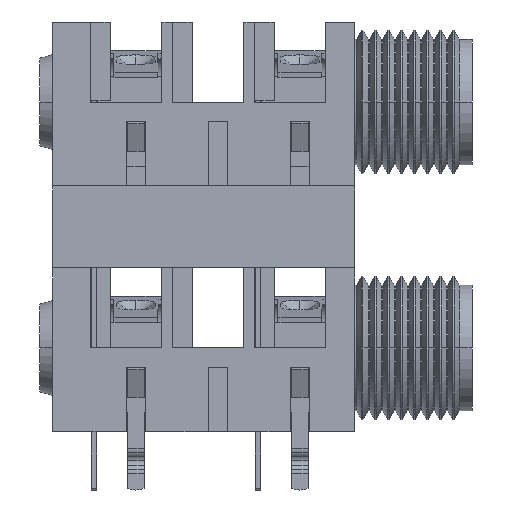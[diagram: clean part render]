
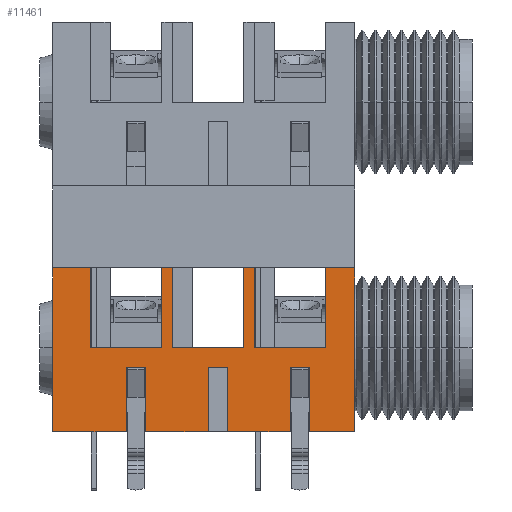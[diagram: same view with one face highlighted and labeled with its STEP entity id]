
A CAD part, left-side view. The second image highlights one B-rep face of the part: STEP entity #11461.
In plain terms, the highlighted planar face has unit normal (-1, 0, 0).
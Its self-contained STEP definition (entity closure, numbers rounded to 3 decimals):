
#6322=CARTESIAN_POINT('',(-7.998,0.,12.705));
#6323=VERTEX_POINT('',#6322);
#6330=CARTESIAN_POINT('',(-7.998,0.,0.005));
#6331=VERTEX_POINT('',#6330);
#6332=CARTESIAN_POINT('',(-7.998,0.,0.005));
#6333=DIRECTION('',(0.0,0.0,1.0));
#6334=VECTOR('',#6333,1.0);
#6335=LINE('',#6332,#6334);
#6336=EDGE_CURVE('n� 1381',#6331,#6323,#6335,.T.);
#6527=CARTESIAN_POINT('',(-7.998,8.6,6.505));
#6528=VERTEX_POINT('',#6527);
#6535=CARTESIAN_POINT('',(-7.998,8.6,12.705));
#6536=VERTEX_POINT('',#6535);
#6537=CARTESIAN_POINT('',(-7.998,8.6,12.705));
#6538=DIRECTION('',(0.0,0.0,-1.0));
#6539=VECTOR('',#6538,1.0);
#6540=LINE('',#6537,#6539);
#6541=EDGE_CURVE('n� 1426',#6536,#6528,#6540,.T.);
#6750=CARTESIAN_POINT('',(-7.998,14.95,6.505));
#6751=VERTEX_POINT('',#6750);
#6758=CARTESIAN_POINT('',(-7.998,14.95,12.705));
#6759=VERTEX_POINT('',#6758);
#6760=CARTESIAN_POINT('',(-7.998,14.95,12.705));
#6761=DIRECTION('',(0.0,0.0,-1.0));
#6762=VECTOR('',#6761,1.0);
#6763=LINE('',#6760,#6762);
#6764=EDGE_CURVE('n� 1479',#6759,#6751,#6763,.T.);
#6979=CARTESIAN_POINT('',(-7.998,2.25,6.505));
#6980=VERTEX_POINT('',#6979);
#6987=CARTESIAN_POINT('',(-7.998,2.25,12.705));
#6988=VERTEX_POINT('',#6987);
#6989=CARTESIAN_POINT('',(-7.998,2.25,12.705));
#6990=DIRECTION('',(0.0,0.0,-1.0));
#6991=VECTOR('',#6990,1.0);
#6992=LINE('',#6989,#6991);
#6993=EDGE_CURVE('n� 1533',#6988,#6980,#6992,.T.);
#8821=CARTESIAN_POINT('',(-7.998,14.1,6.505));
#8822=VERTEX_POINT('',#8821);
#8829=CARTESIAN_POINT('',(-7.998,8.6,6.505));
#8830=DIRECTION('',(0.0,1.0,0.0));
#8831=VECTOR('',#8830,1.0);
#8832=LINE('',#8829,#8831);
#8833=EDGE_CURVE('n� 1936',#6528,#8822,#8832,.T.);
#8885=CARTESIAN_POINT('',(-7.998,20.45,6.505));
#8886=VERTEX_POINT('',#8885);
#8893=CARTESIAN_POINT('',(-7.998,14.95,6.505));
#8894=DIRECTION('',(0.0,1.0,0.0));
#8895=VECTOR('',#8894,1.0);
#8896=LINE('',#8893,#8895);
#8897=EDGE_CURVE('n� 1949',#6751,#8886,#8896,.T.);
#8949=CARTESIAN_POINT('',(-7.998,7.75,6.505));
#8950=VERTEX_POINT('',#8949);
#8957=CARTESIAN_POINT('',(-7.998,2.25,6.505));
#8958=DIRECTION('',(0.0,1.0,0.0));
#8959=VECTOR('',#8958,1.0);
#8960=LINE('',#8957,#8959);
#8961=EDGE_CURVE('n� 1962',#6980,#8950,#8960,.T.);
#9234=CARTESIAN_POINT('',(-7.998,3.5,0.005));
#9235=VERTEX_POINT('',#9234);
#9236=CARTESIAN_POINT('',(-7.998,0.,0.005));
#9237=DIRECTION('',(0.0,1.0,0.0));
#9238=VECTOR('',#9237,1.0);
#9239=LINE('',#9236,#9238);
#9240=EDGE_CURVE('n� 2015',#6331,#9235,#9239,.T.);
#9258=CARTESIAN_POINT('',(-7.998,5.,0.005));
#9259=VERTEX_POINT('',#9258);
#9266=CARTESIAN_POINT('',(-7.998,9.85,0.005));
#9267=VERTEX_POINT('',#9266);
#9268=CARTESIAN_POINT('',(-7.998,5.,0.005));
#9269=DIRECTION('',(0.0,1.0,0.0));
#9270=VECTOR('',#9269,1.0);
#9271=LINE('',#9268,#9270);
#9272=EDGE_CURVE('n� 2023',#9259,#9267,#9271,.T.);
#9290=CARTESIAN_POINT('',(-7.998,11.35,0.005));
#9291=VERTEX_POINT('',#9290);
#9298=CARTESIAN_POINT('',(-7.998,16.2,0.005));
#9299=VERTEX_POINT('',#9298);
#9300=CARTESIAN_POINT('',(-7.998,11.35,0.005));
#9301=DIRECTION('',(0.0,1.0,0.0));
#9302=VECTOR('',#9301,1.0);
#9303=LINE('',#9300,#9302);
#9304=EDGE_CURVE('n� 2031',#9291,#9299,#9303,.T.);
#9322=CARTESIAN_POINT('',(-7.998,17.7,0.005));
#9323=VERTEX_POINT('',#9322);
#9330=CARTESIAN_POINT('',(-7.998,23.4,0.005));
#9331=VERTEX_POINT('',#9330);
#9332=CARTESIAN_POINT('',(-7.998,17.7,0.005));
#9333=DIRECTION('',(0.0,1.0,0.0));
#9334=VECTOR('',#9333,1.0);
#9335=LINE('',#9332,#9334);
#9336=EDGE_CURVE('n� 2039',#9323,#9331,#9335,.T.);
#9627=CARTESIAN_POINT('',(-7.998,3.5,5.005));
#9628=VERTEX_POINT('',#9627);
#9635=CARTESIAN_POINT('',(-7.998,5.,5.005));
#9636=VERTEX_POINT('',#9635);
#9637=CARTESIAN_POINT('',(-7.998,5.,5.005));
#9638=DIRECTION('',(-0.0,-1.0,0.0));
#9639=VECTOR('',#9638,1.0);
#9640=LINE('',#9637,#9639);
#9641=EDGE_CURVE('n� 2112',#9636,#9628,#9640,.T.);
#9667=CARTESIAN_POINT('',(-7.998,16.2,5.005));
#9668=VERTEX_POINT('',#9667);
#9675=CARTESIAN_POINT('',(-7.998,17.7,5.005));
#9676=VERTEX_POINT('',#9675);
#9677=CARTESIAN_POINT('',(-7.998,17.7,5.005));
#9678=DIRECTION('',(-0.0,-1.0,0.0));
#9679=VECTOR('',#9678,1.0);
#9680=LINE('',#9677,#9679);
#9681=EDGE_CURVE('n� 2122',#9676,#9668,#9680,.T.);
#9707=CARTESIAN_POINT('',(-7.998,9.85,5.005));
#9708=VERTEX_POINT('',#9707);
#9715=CARTESIAN_POINT('',(-7.998,11.35,5.005));
#9716=VERTEX_POINT('',#9715);
#9717=CARTESIAN_POINT('',(-7.998,11.35,5.005));
#9718=DIRECTION('',(-0.0,-1.0,0.0));
#9719=VECTOR('',#9718,1.0);
#9720=LINE('',#9717,#9719);
#9721=EDGE_CURVE('n� 2132',#9716,#9708,#9720,.T.);
#9817=CARTESIAN_POINT('',(-7.998,3.5,5.005));
#9818=DIRECTION('',(0.0,0.0,-1.0));
#9819=VECTOR('',#9818,1.0);
#9820=LINE('',#9817,#9819);
#9821=EDGE_CURVE('n� 2151',#9628,#9235,#9820,.T.);
#9899=CARTESIAN_POINT('',(-7.998,16.2,5.005));
#9900=DIRECTION('',(0.0,0.0,-1.0));
#9901=VECTOR('',#9900,1.0);
#9902=LINE('',#9899,#9901);
#9903=EDGE_CURVE('n� 2166',#9668,#9299,#9902,.T.);
#9981=CARTESIAN_POINT('',(-7.998,9.85,5.005));
#9982=DIRECTION('',(0.0,0.0,-1.0));
#9983=VECTOR('',#9982,1.0);
#9984=LINE('',#9981,#9983);
#9985=EDGE_CURVE('n� 2181',#9708,#9267,#9984,.T.);
#10106=CARTESIAN_POINT('',(-7.998,23.4,12.705));
#10107=VERTEX_POINT('',#10106);
#10123=CARTESIAN_POINT('',(-7.998,23.4,0.005));
#10124=DIRECTION('',(0.0,0.0,1.0));
#10125=VECTOR('',#10124,1.0);
#10126=LINE('',#10123,#10125);
#10127=EDGE_CURVE('n� 2207',#9331,#10107,#10126,.T.);
#10200=CARTESIAN_POINT('',(-7.998,11.35,0.005));
#10201=DIRECTION('',(0.0,0.0,1.0));
#10202=VECTOR('',#10201,1.0);
#10203=LINE('',#10200,#10202);
#10204=EDGE_CURVE('n� 2221',#9291,#9716,#10203,.T.);
#10250=CARTESIAN_POINT('',(-7.998,17.7,0.005));
#10251=DIRECTION('',(0.0,0.0,1.0));
#10252=VECTOR('',#10251,1.0);
#10253=LINE('',#10250,#10252);
#10254=EDGE_CURVE('n� 2230',#9323,#9676,#10253,.T.);
#10300=CARTESIAN_POINT('',(-7.998,5.,0.005));
#10301=DIRECTION('',(0.0,0.0,1.0));
#10302=VECTOR('',#10301,1.0);
#10303=LINE('',#10300,#10302);
#10304=EDGE_CURVE('n� 2239',#9259,#9636,#10303,.T.);
#11120=CARTESIAN_POINT('',(-7.998,14.1,12.705));
#11121=VERTEX_POINT('',#11120);
#11128=CARTESIAN_POINT('',(-7.998,14.1,6.505));
#11129=DIRECTION('',(0.0,0.0,1.0));
#11130=VECTOR('',#11129,1.0);
#11131=LINE('',#11128,#11130);
#11132=EDGE_CURVE('n� 2392',#8822,#11121,#11131,.T.);
#11165=CARTESIAN_POINT('',(-7.998,20.45,12.705));
#11166=VERTEX_POINT('',#11165);
#11173=CARTESIAN_POINT('',(-7.998,20.45,6.505));
#11174=DIRECTION('',(0.0,0.0,1.0));
#11175=VECTOR('',#11174,1.0);
#11176=LINE('',#11173,#11175);
#11177=EDGE_CURVE('n� 2400',#8886,#11166,#11176,.T.);
#11238=CARTESIAN_POINT('',(-7.998,7.75,12.705));
#11239=VERTEX_POINT('',#11238);
#11246=CARTESIAN_POINT('',(-7.998,7.75,6.505));
#11247=DIRECTION('',(0.0,0.0,1.0));
#11248=VECTOR('',#11247,1.0);
#11249=LINE('',#11246,#11248);
#11250=EDGE_CURVE('n� 2413',#8950,#11239,#11249,.T.);
#11339=CARTESIAN_POINT('',(-7.998,0.,12.705));
#11340=DIRECTION('',(0.0,1.0,0.0));
#11341=VECTOR('',#11340,1.0);
#11342=LINE('',#11339,#11341);
#11343=EDGE_CURVE('n� 2425',#6323,#6988,#11342,.T.);
#11364=CARTESIAN_POINT('',(-7.998,7.75,12.705));
#11365=DIRECTION('',(0.0,1.0,0.0));
#11366=VECTOR('',#11365,1.0);
#11367=LINE('',#11364,#11366);
#11368=EDGE_CURVE('n� 2430',#11239,#6536,#11367,.T.);
#11387=CARTESIAN_POINT('',(-7.998,20.45,12.705));
#11388=DIRECTION('',(0.0,1.0,0.0));
#11389=VECTOR('',#11388,1.0);
#11390=LINE('',#11387,#11389);
#11391=EDGE_CURVE('n� 2433',#11166,#10107,#11390,.T.);
#11421=ORIENTED_EDGE('',*,*,#9821,.T.);
#11422=ORIENTED_EDGE('',*,*,#9240,.F.);
#11423=ORIENTED_EDGE('',*,*,#6336,.T.);
#11424=ORIENTED_EDGE('',*,*,#11343,.T.);
#11425=ORIENTED_EDGE('',*,*,#6993,.T.);
#11426=ORIENTED_EDGE('',*,*,#8961,.T.);
#11427=ORIENTED_EDGE('',*,*,#11250,.T.);
#11428=ORIENTED_EDGE('',*,*,#11368,.T.);
#11429=ORIENTED_EDGE('',*,*,#6541,.T.);
#11430=ORIENTED_EDGE('',*,*,#8833,.T.);
#11431=ORIENTED_EDGE('',*,*,#11132,.T.);
#11432=CARTESIAN_POINT('',(-7.998,14.1,12.705));
#11433=DIRECTION('',(0.0,1.0,0.0));
#11434=VECTOR('',#11433,1.0);
#11435=LINE('',#11432,#11434);
#11436=EDGE_CURVE('n� 2439',#11121,#6759,#11435,.T.);
#11437=ORIENTED_EDGE('',*,*,#11436,.T.);
#11438=ORIENTED_EDGE('',*,*,#6764,.T.);
#11439=ORIENTED_EDGE('',*,*,#8897,.T.);
#11440=ORIENTED_EDGE('',*,*,#11177,.T.);
#11441=ORIENTED_EDGE('',*,*,#11391,.T.);
#11442=ORIENTED_EDGE('',*,*,#10127,.F.);
#11443=ORIENTED_EDGE('',*,*,#9336,.F.);
#11444=ORIENTED_EDGE('',*,*,#10254,.T.);
#11445=ORIENTED_EDGE('',*,*,#9681,.T.);
#11446=ORIENTED_EDGE('',*,*,#9903,.T.);
#11447=ORIENTED_EDGE('',*,*,#9304,.F.);
#11448=ORIENTED_EDGE('',*,*,#10204,.T.);
#11449=ORIENTED_EDGE('',*,*,#9721,.T.);
#11450=ORIENTED_EDGE('',*,*,#9985,.T.);
#11451=ORIENTED_EDGE('',*,*,#9272,.F.);
#11452=ORIENTED_EDGE('',*,*,#10304,.T.);
#11453=ORIENTED_EDGE('',*,*,#9641,.T.);
#11454=EDGE_LOOP('',(
    #11421,#11422,#11423,#11424,#11425,#11426,#11427,#11428,#11429,#11430,
    #11431,#11437,#11438,#11439,#11440,#11441,#11442,#11443,#11444,#11445,
    #11446,#11447,#11448,#11449,#11450,#11451,#11452,#11453));
#11455=FACE_OUTER_BOUND('',#11454,.T.);
#11456=CARTESIAN_POINT('',(-7.998,0.,0.005));
#11457=DIRECTION('',(-1.0,0.0,0.0));
#11458=DIRECTION('',(0.0,-0.0,-1.0));
#11459=AXIS2_PLACEMENT_3D('',#11456,#11457,#11458);
#11460=PLANE('',#11459);
#11461=ADVANCED_FACE('n� 2437',(#11455),#11460,.T.);
